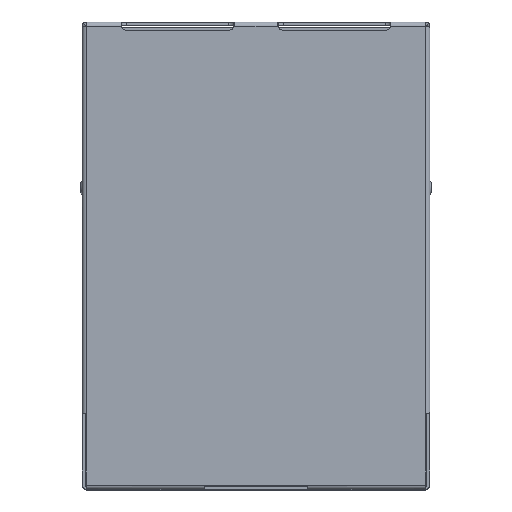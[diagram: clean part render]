
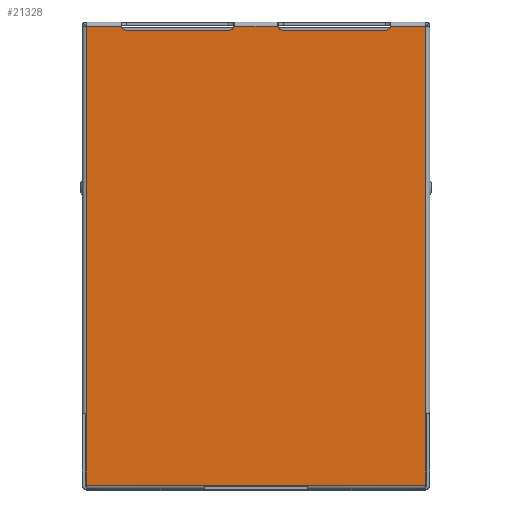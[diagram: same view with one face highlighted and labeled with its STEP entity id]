
A CAD part, top view. The second image highlights one B-rep face of the part: STEP entity #21328.
In plain terms, the highlighted face is planar.
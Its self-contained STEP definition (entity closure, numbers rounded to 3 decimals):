
#423=PLANE('',#25697);
#1135=LINE('',#33294,#3583);
#1476=LINE('',#34368,#3924);
#1521=LINE('',#34540,#3969);
#1528=LINE('',#34597,#3976);
#1559=LINE('',#34746,#4007);
#1563=LINE('',#34789,#4011);
#1566=LINE('',#34799,#4014);
#1574=LINE('',#34842,#4022);
#1598=LINE('',#34931,#4046);
#1615=LINE('',#34982,#4063);
#1616=LINE('',#34983,#4064);
#1617=LINE('',#34984,#4065);
#3583=VECTOR('',#27113,1000.);
#3924=VECTOR('',#28168,1000.);
#3969=VECTOR('',#28259,1000.);
#3976=VECTOR('',#28272,1000.);
#4007=VECTOR('',#28369,1000.);
#4011=VECTOR('',#28385,1000.);
#4014=VECTOR('',#28396,1000.);
#4022=VECTOR('',#28418,1000.);
#4046=VECTOR('',#28472,1000.);
#4063=VECTOR('',#28509,1000.);
#4064=VECTOR('',#28510,1000.);
#4065=VECTOR('',#28511,1000.);
#7430=ORIENTED_EDGE('',*,*,#13000,.T.);
#7431=ORIENTED_EDGE('',*,*,#13079,.T.);
#7432=ORIENTED_EDGE('',*,*,#13009,.T.);
#7433=ORIENTED_EDGE('',*,*,#13005,.T.);
#7434=ORIENTED_EDGE('',*,*,#12939,.T.);
#7435=ORIENTED_EDGE('',*,*,#13080,.F.);
#7436=ORIENTED_EDGE('',*,*,#13014,.F.);
#7437=ORIENTED_EDGE('',*,*,#13011,.F.);
#7438=ORIENTED_EDGE('',*,*,#12948,.T.);
#7439=ORIENTED_EDGE('',*,*,#13062,.T.);
#7440=ORIENTED_EDGE('',*,*,#13081,.F.);
#7441=ORIENTED_EDGE('',*,*,#12365,.F.);
#7442=ORIENTED_EDGE('',*,*,#13082,.T.);
#7443=ORIENTED_EDGE('',*,*,#12882,.F.);
#7444=ORIENTED_EDGE('',*,*,#13083,.T.);
#7445=ORIENTED_EDGE('',*,*,#13030,.T.);
#12365=EDGE_CURVE('',#15529,#15525,#1135,.T.);
#12882=EDGE_CURVE('',#15861,#15862,#1476,.T.);
#12939=EDGE_CURVE('',#15898,#15901,#1521,.T.);
#12948=EDGE_CURVE('',#15905,#15906,#1528,.T.);
#13000=EDGE_CURVE('',#15934,#15935,#1559,.T.);
#13005=EDGE_CURVE('',#15936,#15898,#17742,.T.);
#13009=EDGE_CURVE('',#15939,#15936,#1563,.T.);
#13011=EDGE_CURVE('',#15905,#15940,#17744,.T.);
#13014=EDGE_CURVE('',#15940,#15942,#1566,.T.);
#13030=EDGE_CURVE('',#15945,#15934,#1574,.T.);
#13062=EDGE_CURVE('',#15906,#15964,#1598,.T.);
#13079=EDGE_CURVE('',#15935,#15939,#17754,.T.);
#13080=EDGE_CURVE('',#15942,#15901,#17755,.T.);
#13081=EDGE_CURVE('',#15525,#15964,#1615,.T.);
#13082=EDGE_CURVE('',#15529,#15862,#1616,.T.);
#13083=EDGE_CURVE('',#15861,#15945,#1617,.T.);
#15525=VERTEX_POINT('',#33283);
#15529=VERTEX_POINT('',#33293);
#15861=VERTEX_POINT('',#34367);
#15862=VERTEX_POINT('',#34369);
#15898=VERTEX_POINT('',#34531);
#15901=VERTEX_POINT('',#34539);
#15905=VERTEX_POINT('',#34598);
#15906=VERTEX_POINT('',#34599);
#15934=VERTEX_POINT('',#34747);
#15935=VERTEX_POINT('',#34748);
#15936=VERTEX_POINT('',#34782);
#15939=VERTEX_POINT('',#34790);
#15940=VERTEX_POINT('',#34794);
#15942=VERTEX_POINT('',#34800);
#15945=VERTEX_POINT('',#34807);
#15964=VERTEX_POINT('',#34899);
#17742=CIRCLE('',#25661,0.25);
#17744=CIRCLE('',#25665,0.25);
#17754=CIRCLE('',#25698,0.25);
#17755=CIRCLE('',#25699,0.25);
#18493=EDGE_LOOP('',(#7430,#7431,#7432,#7433,#7434,#7435,#7436,#7437,#7438,
#7439,#7440,#7441,#7442,#7443,#7444,#7445));
#19765=FACE_BOUND('',#18493,.T.);
#21328=ADVANCED_FACE('',(#19765),#423,.T.);
#25661=AXIS2_PLACEMENT_3D('',#34781,#28377,#28378);
#25665=AXIS2_PLACEMENT_3D('',#34793,#28389,#28390);
#25697=AXIS2_PLACEMENT_3D('',#34979,#28503,#28504);
#25698=AXIS2_PLACEMENT_3D('',#34980,#28505,#28506);
#25699=AXIS2_PLACEMENT_3D('',#34981,#28507,#28508);
#27113=DIRECTION('',(1.,0.,0.));
#28168=DIRECTION('',(1.,0.,0.));
#28259=DIRECTION('',(1.,0.,0.));
#28272=DIRECTION('',(1.,0.,0.));
#28369=DIRECTION('',(1.,0.,0.));
#28377=DIRECTION('',(0.,0.,1.));
#28378=DIRECTION('',(-1.,0.,0.));
#28385=DIRECTION('',(1.,0.,0.));
#28389=DIRECTION('',(0.,0.,-1.));
#28390=DIRECTION('',(-1.,0.,0.));
#28396=DIRECTION('',(-1.,0.,0.));
#28418=DIRECTION('',(0.,1.,0.));
#28472=DIRECTION('',(0.,-1.,0.));
#28503=DIRECTION('',(0.,0.,-1.));
#28504=DIRECTION('',(0.,-1.,0.));
#28505=DIRECTION('',(0.,0.,1.));
#28506=DIRECTION('',(1.,0.,0.));
#28507=DIRECTION('',(0.,0.,-1.));
#28508=DIRECTION('',(1.,0.,0.));
#28509=DIRECTION('',(0.,1.,0.));
#28510=DIRECTION('',(-1.,0.,0.));
#28511=DIRECTION('',(0.,1.,0.));
#33283=CARTESIAN_POINT('',(7.8,0.05,-6.7));
#33293=CARTESIAN_POINT('',(2.325,0.05,-6.7));
#33294=CARTESIAN_POINT('',(-7.8,0.05,-6.7));
#34367=CARTESIAN_POINT('',(-7.8,0.05,-6.7));
#34368=CARTESIAN_POINT('',(-7.8,0.05,-6.7));
#34369=CARTESIAN_POINT('',(-2.325,0.05,-6.7));
#34531=CARTESIAN_POINT('',(-1.013,21.15,-6.7));
#34539=CARTESIAN_POINT('',(1.013,21.15,-6.7));
#34540=CARTESIAN_POINT('',(-7.8,21.15,-6.7));
#34597=CARTESIAN_POINT('',(-7.8,21.15,-6.7));
#34598=CARTESIAN_POINT('',(6.187,21.15,-6.7));
#34599=CARTESIAN_POINT('',(7.8,21.15,-6.7));
#34746=CARTESIAN_POINT('',(-7.8,21.15,-6.7));
#34747=CARTESIAN_POINT('',(-7.8,21.15,-6.7));
#34748=CARTESIAN_POINT('',(-6.187,21.15,-6.7));
#34781=CARTESIAN_POINT('',(-1.25,21.228,-6.7));
#34782=CARTESIAN_POINT('',(-1.25,20.978,-6.7));
#34789=CARTESIAN_POINT('',(-5.95,20.978,-6.7));
#34790=CARTESIAN_POINT('',(-5.95,20.978,-6.7));
#34793=CARTESIAN_POINT('',(5.95,21.228,-6.7));
#34794=CARTESIAN_POINT('',(5.95,20.978,-6.7));
#34799=CARTESIAN_POINT('',(5.95,20.978,-6.7));
#34800=CARTESIAN_POINT('',(1.25,20.978,-6.7));
#34807=CARTESIAN_POINT('',(-7.8,3.35,-6.7));
#34842=CARTESIAN_POINT('',(-7.8,3.35,-6.7));
#34899=CARTESIAN_POINT('',(7.8,3.35,-6.7));
#34931=CARTESIAN_POINT('',(7.8,21.15,-6.7));
#34979=CARTESIAN_POINT('',(-7.8,-0.15,-6.7));
#34980=CARTESIAN_POINT('',(-5.95,21.228,-6.7));
#34981=CARTESIAN_POINT('',(1.25,21.228,-6.7));
#34982=CARTESIAN_POINT('',(7.8,-0.15,-6.7));
#34983=CARTESIAN_POINT('',(2.375,0.05,-6.7));
#34984=CARTESIAN_POINT('',(-7.8,-0.15,-6.7));
